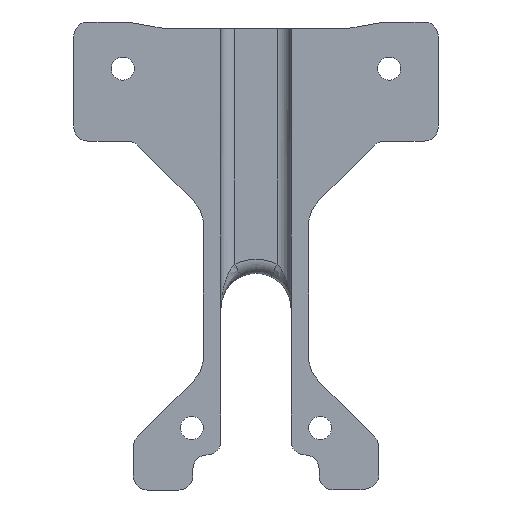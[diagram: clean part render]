
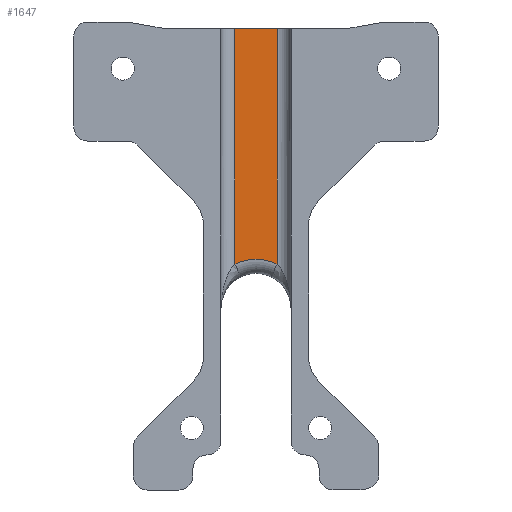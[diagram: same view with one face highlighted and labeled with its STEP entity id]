
A CAD part, front view. The second image highlights one B-rep face of the part: STEP entity #1647.
In plain terms, the highlighted planar face has unit normal (0, -1, 0).
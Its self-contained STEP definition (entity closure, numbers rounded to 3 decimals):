
#116=CIRCLE('',#1789,7.);
#197=FACE_OUTER_BOUND('',#291,.T.);
#291=EDGE_LOOP('',(#1388,#1389,#1390,#1391));
#442=LINE('',#2921,#603);
#446=LINE('',#2932,#607);
#449=LINE('',#2938,#610);
#603=VECTOR('',#2214,10.);
#607=VECTOR('',#2226,10.);
#610=VECTOR('',#2235,10.);
#758=VERTEX_POINT('',#2723);
#760=VERTEX_POINT('',#2753);
#786=VERTEX_POINT('',#2919);
#789=VERTEX_POINT('',#2931);
#959=EDGE_CURVE('',#760,#758,#116,.T.);
#996=EDGE_CURVE('',#786,#760,#442,.T.);
#1001=EDGE_CURVE('',#758,#789,#446,.T.);
#1005=EDGE_CURVE('',#789,#786,#449,.T.);
#1388=ORIENTED_EDGE('',*,*,#959,.F.);
#1389=ORIENTED_EDGE('',*,*,#996,.F.);
#1390=ORIENTED_EDGE('',*,*,#1005,.F.);
#1391=ORIENTED_EDGE('',*,*,#1001,.F.);
#1573=PLANE('',#1818);
#1647=ADVANCED_FACE('',(#197),#1573,.T.);
#1789=AXIS2_PLACEMENT_3D('',#2755,#2150,#2151);
#1818=AXIS2_PLACEMENT_3D('',#2942,#2238,#2239);
#2150=DIRECTION('center_axis',(0.,-1.,0.));
#2151=DIRECTION('ref_axis',(0.,0.,1.));
#2214=DIRECTION('',(0.,0.,-1.));
#2226=DIRECTION('',(0.,0.,1.));
#2235=DIRECTION('',(1.,0.,0.));
#2238=DIRECTION('center_axis',(0.,-1.,0.));
#2239=DIRECTION('ref_axis',(0.,0.,
-1.));
#2723=CARTESIAN_POINT('',(14.5,3.,31.234));
#2753=CARTESIAN_POINT('',(20.5,3.,31.234));
#2755=CARTESIAN_POINT('Origin',(17.5,3.,24.91));
#2919=CARTESIAN_POINT('',(20.5,3.,64.815));
#2921=CARTESIAN_POINT('',(20.5,3.,34.364));
#2931=CARTESIAN_POINT('',(14.5,3.,64.815));
#2932=CARTESIAN_POINT('',(14.5,3.,62.817));
#2938=CARTESIAN_POINT('',(22.187,3.,64.815));
#2942=CARTESIAN_POINT('Origin',(12.95,3.,64.815));
